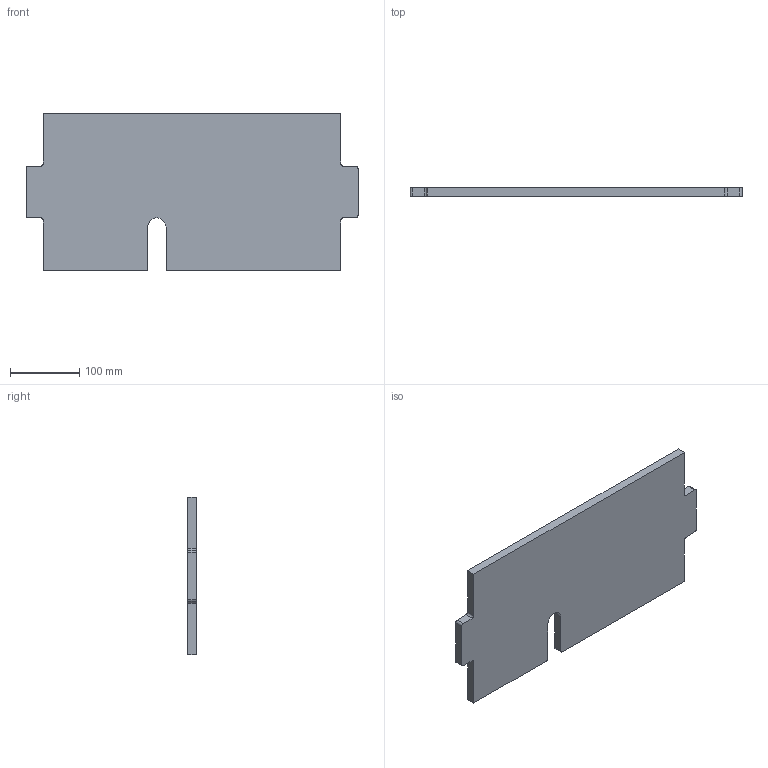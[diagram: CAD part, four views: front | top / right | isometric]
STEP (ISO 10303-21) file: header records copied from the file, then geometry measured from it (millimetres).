
FILE_DESCRIPTION (( 'STEP AP214' ), '1' );
FILE_NAME ('Blue_2.STEP', '2024-03-26T22:48:03', ( '' ), ( '' ), 'SwSTEP 2.0', 'SolidWorks 2024', '' );
FILE_SCHEMA (( 'AUTOMOTIVE_DESIGN' ));
Length unit declared in the file: inch
Products named in the file (1): Blue_2
Bounding box: 481.08 x 12.7 x 228.6 mm (x, y, z)
Volume: 1274579.6 mm3; surface area: 220443.2 mm2
Topology: 1 solids, 1 shells, 28 faces, 78 edges, 52 vertices
Faces by surface type: plane 17, cylinder 11
Entity records: 929 total; most frequent: CARTESIAN_POINT 165, ORIENTED_EDGE 156, DIRECTION 154, EDGE_CURVE 78, LINE 56, VECTOR 56, VERTEX_POINT 52, AXIS2_PLACEMENT_3D 49
